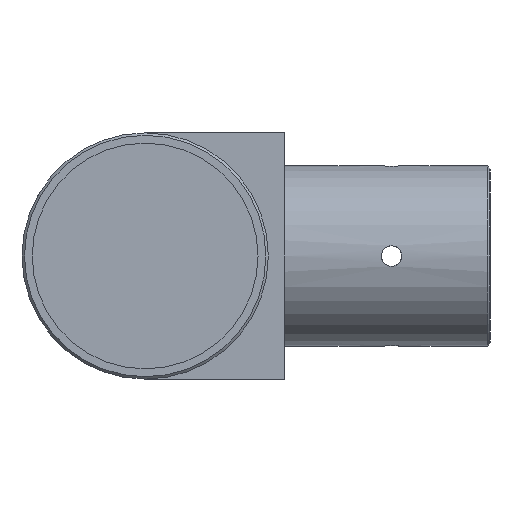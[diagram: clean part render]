
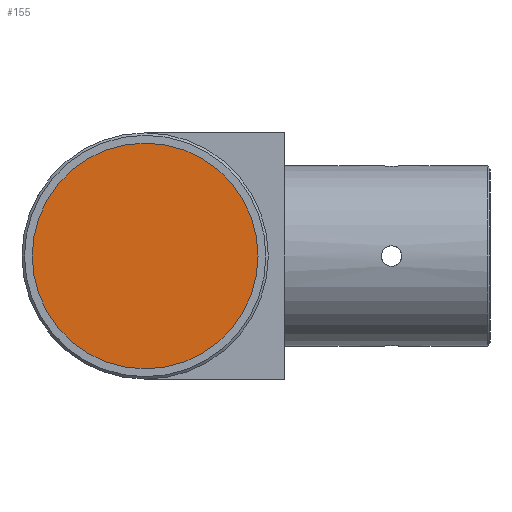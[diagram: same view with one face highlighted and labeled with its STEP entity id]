
A CAD part, left-side view. The second image highlights one B-rep face of the part: STEP entity #155.
In plain terms, the highlighted planar face has unit normal (-1, 0, 0).
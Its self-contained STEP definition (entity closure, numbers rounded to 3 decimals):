
#7 = AXIS2_PLACEMENT_3D ( 'NONE', #14, #291, #1118 ) ;
#11 = ORIENTED_EDGE ( 'NONE', *, *, #407, .T. ) ;
#14 = CARTESIAN_POINT ( 'NONE',  ( 2.6, 0., 0. ) ) ;
#155 = ADVANCED_FACE ( 'NONE', ( #195 ), #739, .T. ) ;
#195 = FACE_OUTER_BOUND ( 'NONE', #319, .T. ) ;
#291 = DIRECTION ( 'NONE',  ( -1., 0., 0. ) ) ;
#319 = EDGE_LOOP ( 'NONE', ( #11 ) ) ;
#341 = CARTESIAN_POINT ( 'NONE',  ( 2.6, 0., 0. ) ) ;
#407 = EDGE_CURVE ( 'NONE', #954, #954, #579, .T. ) ;
#523 = AXIS2_PLACEMENT_3D ( 'NONE', #341, #705, #623 ) ;
#579 = CIRCLE ( 'NONE', #523, 13.75 ) ;
#623 = DIRECTION ( 'NONE',  ( 0., 0., 1. ) ) ;
#705 = DIRECTION ( 'NONE',  ( -1., 0., 0. ) ) ;
#739 = PLANE ( 'NONE',  #7 ) ;
#954 = VERTEX_POINT ( 'NONE', #1034 ) ;
#1034 = CARTESIAN_POINT ( 'NONE',  ( 2.6, 0., 13.75 ) ) ;
#1118 = DIRECTION ( 'NONE',  ( 0., 0., 1. ) ) ;
